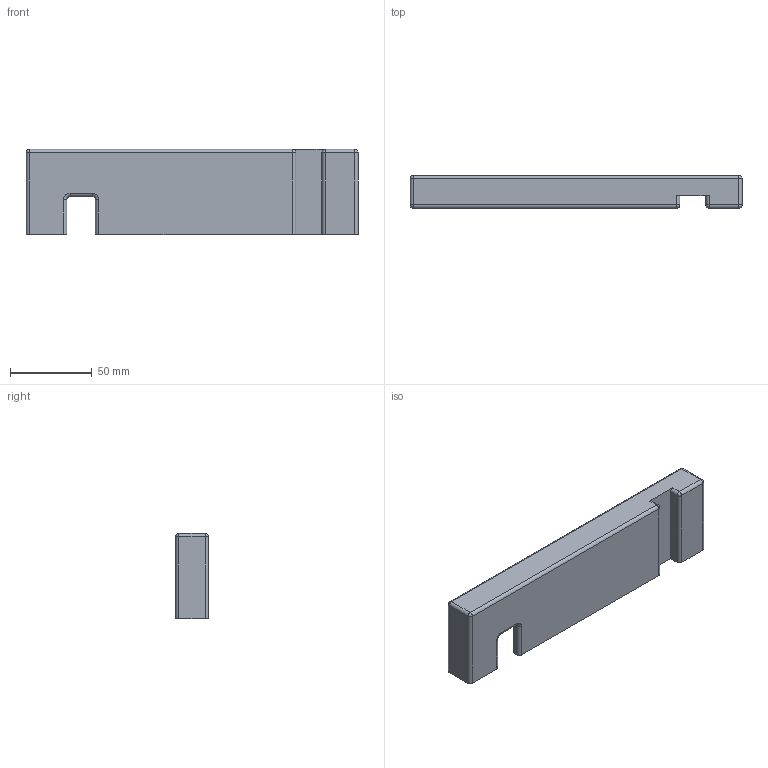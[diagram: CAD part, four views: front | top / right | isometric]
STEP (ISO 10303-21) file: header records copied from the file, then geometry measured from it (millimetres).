
FILE_DESCRIPTION(('Open CASCADE Model'),'2;1');
FILE_NAME('Open CASCADE Shape Model','2023-08-11T22:46:23',('Author'),( 'Open CASCADE'),'Open CASCADE STEP processor 7.6','Open CASCADE 7.6' ,'Unknown');
FILE_SCHEMA(('AUTOMOTIVE_DESIGN { 1 0 10303 214 1 1 1 1 }'));
Length unit declared in the file: millimetre
Products named in the file (1): Open CASCADE STEP translator 7.6 2
Bounding box: 203.15 x 20 x 52.08 mm (x, y, z)
Volume: 102800.3 mm3; surface area: 32079.9 mm2
Topology: 1 solids, 1 shells, 71 faces, 172 edges, 102 vertices
Faces by surface type: cylinder 33, plane 28, sphere 6, torus 4
Full cylindrical faces by diameter (mm): 4.1 x5
Entity records: 4123 total; most frequent: CARTESIAN_POINT 892, DIRECTION 577, ORIENTED_EDGE 332, PCURVE 332, DEFINITIONAL_REPRESENTATION 332, LINE 270, VECTOR 270, EDGE_CURVE 166
